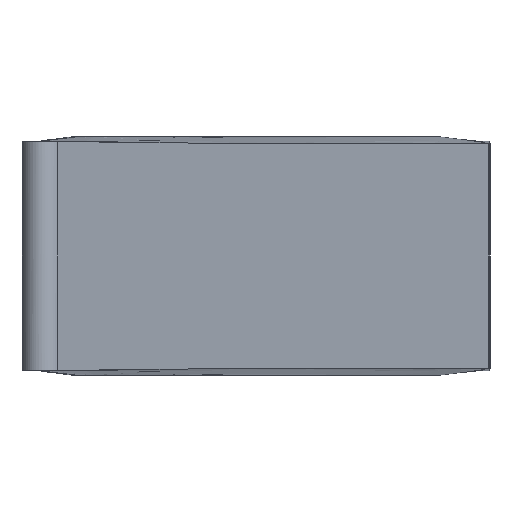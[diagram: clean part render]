
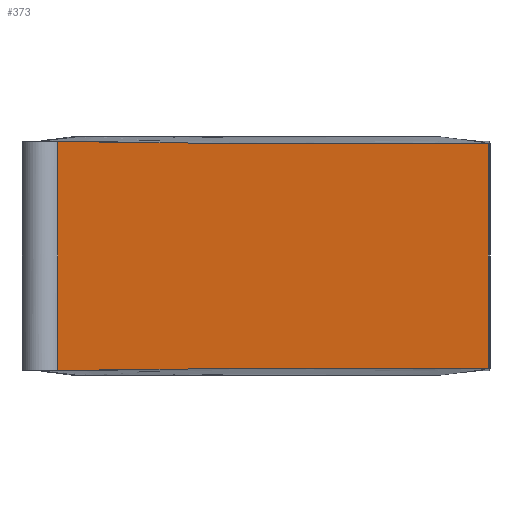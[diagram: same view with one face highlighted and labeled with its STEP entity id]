
A CAD part, left-side view. The second image highlights one B-rep face of the part: STEP entity #373.
In plain terms, the highlighted planar face has unit normal (-0.574, -0.819, 0).
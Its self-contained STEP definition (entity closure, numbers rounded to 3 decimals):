
#57=FACE_OUTER_BOUND('',#419,.T.);
#65=LINE('',#4579,#73);
#66=LINE('',#4580,#74);
#73=VECTOR('',#1603,1.);
#74=VECTOR('',#1604,1.);
#85=PLANE('',#1567);
#330=B_SPLINE_CURVE_WITH_KNOTS('',3,(#2861,#2862,#2863,#2864),
 .UNSPECIFIED.,.F.,.F.,(4,4),(0.,1.),.UNSPECIFIED.);
#331=B_SPLINE_CURVE_WITH_KNOTS('',3,(#2866,#2867,#2868,#2869),
 .UNSPECIFIED.,.F.,.F.,(4,4),(0.,1.),.UNSPECIFIED.);
#332=B_SPLINE_CURVE_WITH_KNOTS('',3,(#2871,#2872,#2873,#2874),
 .UNSPECIFIED.,.F.,.F.,(4,4),(0.,1.),.UNSPECIFIED.);
#346=B_SPLINE_CURVE_WITH_KNOTS('',3,(#3733,#3734,#3735,#3736),
 .UNSPECIFIED.,.F.,.F.,(4,4),(0.,1.),.UNSPECIFIED.);
#347=B_SPLINE_CURVE_WITH_KNOTS('',3,(#3738,#3739,#3740,#3741),
 .UNSPECIFIED.,.F.,.F.,(4,4),(0.,1.),.UNSPECIFIED.);
#348=B_SPLINE_CURVE_WITH_KNOTS('',3,(#3743,#3744,#3745,#3746),
 .UNSPECIFIED.,.F.,.F.,(4,4),(0.,1.),.UNSPECIFIED.);
#373=ADVANCED_FACE('',(#57),#85,.F.);
#419=EDGE_LOOP('',(#939,#940,#941,#942,#943,#944,#945,#946));
#939=ORIENTED_EDGE('',*,*,#1514,.T.);
#940=ORIENTED_EDGE('',*,*,#1513,.T.);
#941=ORIENTED_EDGE('',*,*,#1512,.T.);
#942=ORIENTED_EDGE('',*,*,#1539,.F.);
#943=ORIENTED_EDGE('',*,*,#1530,.T.);
#944=ORIENTED_EDGE('',*,*,#1529,.T.);
#945=ORIENTED_EDGE('',*,*,#1528,.T.);
#946=ORIENTED_EDGE('',*,*,#1540,.T.);
#1238=VERTEX_POINT('',#2860);
#1239=VERTEX_POINT('',#2865);
#1240=VERTEX_POINT('',#2870);
#1241=VERTEX_POINT('',#2875);
#1254=VERTEX_POINT('',#3732);
#1255=VERTEX_POINT('',#3737);
#1256=VERTEX_POINT('',#3742);
#1257=VERTEX_POINT('',#3747);
#1512=EDGE_CURVE('',#1239,#1238,#330,.T.);
#1513=EDGE_CURVE('',#1240,#1239,#331,.T.);
#1514=EDGE_CURVE('',#1241,#1240,#332,.T.);
#1528=EDGE_CURVE('',#1255,#1254,#346,.T.);
#1529=EDGE_CURVE('',#1256,#1255,#347,.T.);
#1530=EDGE_CURVE('',#1257,#1256,#348,.T.);
#1539=EDGE_CURVE('',#1257,#1238,#65,.T.);
#1540=EDGE_CURVE('',#1254,#1241,#66,.T.);
#1567=AXIS2_PLACEMENT_3D('',#4581,#1605,#1606);
#1603=DIRECTION('',(0.,0.,-1.));
#1604=DIRECTION('',(0.,0.,-1.));
#1605=DIRECTION('',(0.574,0.819,0.));
#1606=DIRECTION('',(-0.819,0.574,0.));
#2860=CARTESIAN_POINT('',(-1.553,-4.726,-4.715));
#2861=CARTESIAN_POINT('',(-8.503,0.14,-4.716));
#2862=CARTESIAN_POINT('',(-6.186,-1.482,-4.716));
#2863=CARTESIAN_POINT('',(-3.87,-3.104,-4.716));
#2864=CARTESIAN_POINT('',(-1.553,-4.726,-4.716));
#2865=CARTESIAN_POINT('',(-8.503,0.14,-4.716));
#2866=CARTESIAN_POINT('',(-8.529,0.158,-4.716));
#2867=CARTESIAN_POINT('',(-8.521,0.152,-4.716));
#2868=CARTESIAN_POINT('',(-8.512,0.146,-4.716));
#2869=CARTESIAN_POINT('',(-8.503,0.14,-4.716));
#2870=CARTESIAN_POINT('',(-8.53,0.158,-4.716));
#2871=CARTESIAN_POINT('',(-14.066,4.035,-4.76));
#2872=CARTESIAN_POINT('',(-12.22,2.743,-4.745));
#2873=CARTESIAN_POINT('',(-10.375,1.451,-4.73));
#2874=CARTESIAN_POINT('',(-8.529,0.158,-4.716));
#2875=CARTESIAN_POINT('',(-14.066,4.035,-4.76));
#3732=CARTESIAN_POINT('',(-14.066,4.035,-0.1));
#3733=CARTESIAN_POINT('',(-8.529,0.158,-0.144));
#3734=CARTESIAN_POINT('',(-10.375,1.451,-0.13));
#3735=CARTESIAN_POINT('',(-12.22,2.743,-0.115));
#3736=CARTESIAN_POINT('',(-14.066,4.035,-0.1));
#3737=CARTESIAN_POINT('',(-8.53,0.158,-0.144));
#3738=CARTESIAN_POINT('',(-8.503,0.14,-0.144));
#3739=CARTESIAN_POINT('',(-8.512,0.146,-0.144));
#3740=CARTESIAN_POINT('',(-8.521,0.152,-0.144));
#3741=CARTESIAN_POINT('',(-8.529,0.158,-0.144));
#3742=CARTESIAN_POINT('',(-8.503,0.14,-0.144));
#3743=CARTESIAN_POINT('',(-1.553,-4.726,-0.144));
#3744=CARTESIAN_POINT('',(-3.87,-3.104,-0.144));
#3745=CARTESIAN_POINT('',(-6.186,-1.482,-0.144));
#3746=CARTESIAN_POINT('',(-8.503,0.14,-0.144));
#3747=CARTESIAN_POINT('',(-1.553,-4.726,-0.145));
#4579=CARTESIAN_POINT('',(-1.553,-4.726,0.15));
#4580=CARTESIAN_POINT('',(-14.066,4.035,0.15));
#4581=CARTESIAN_POINT('',(-1.553,-4.726,0.15));
